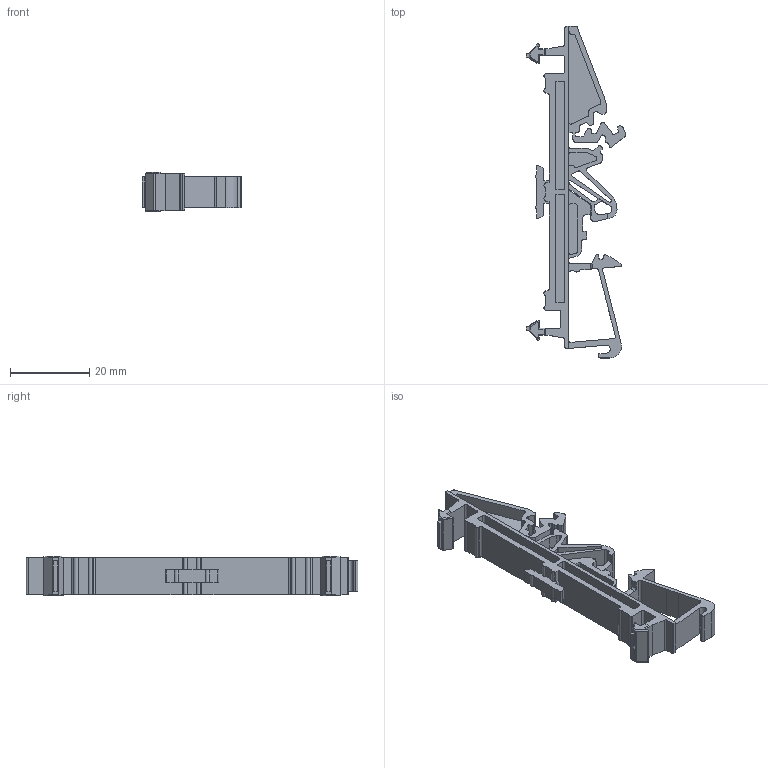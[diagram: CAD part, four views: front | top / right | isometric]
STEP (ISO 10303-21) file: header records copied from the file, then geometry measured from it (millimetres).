
FILE_DESCRIPTION(/* description */ (''),/* implementation_level */ '2;1');
FILE_NAME(/* name */ 'RF_SP1.stp',/* time_stamp */ '2013-02-04T11:56:13+01:00',/* author */ (''),/* organization */ (''),/* preprocessor_version */ 'ST-DEVELOPER v14',/* originating_system */ 'SIEMENS PLM Software NX 8.0',/* authorisation */ '');
FILE_SCHEMA (('CONFIG_CONTROL_DESIGN'));
Length unit declared in the file: millimetre
Products named in the file (1): RF_SP1
Bounding box: 25.09 x 84 x 9.92 mm (x, y, z)
Volume: 4810.5 mm3; surface area: 7424.6 mm2
Topology: 1 solids, 1 shells, 434 faces, 1291 edges, 885 vertices
Faces by surface type: plane 266, cylinder 168
Entity records: 14631 total; most frequent: CARTESIAN_POINT 2567, ORIENTED_EDGE 2538, DIRECTION 2526, EDGE_CURVE 1269, LINE 926, VECTOR 926, VERTEX_POINT 841, AXIS2_PLACEMENT_3D 800
